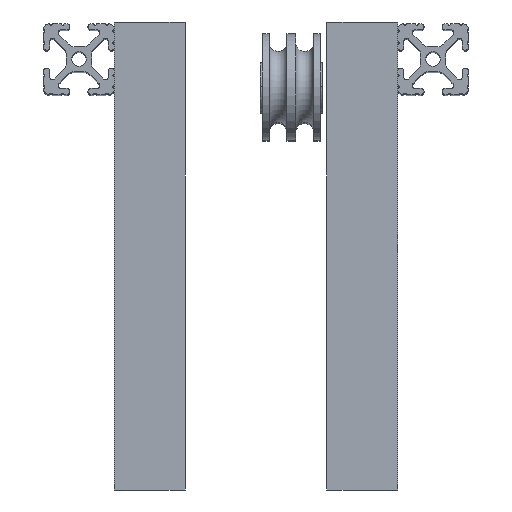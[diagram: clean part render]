
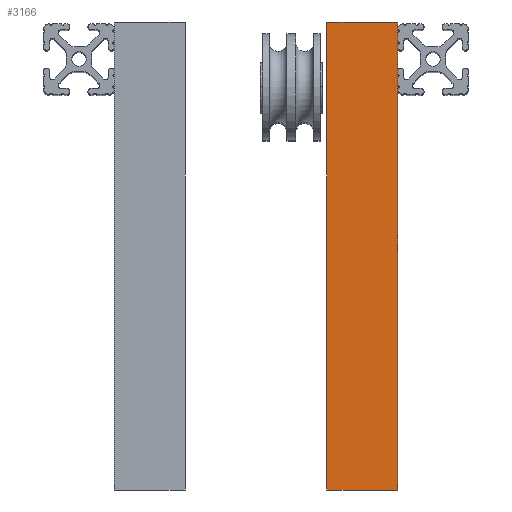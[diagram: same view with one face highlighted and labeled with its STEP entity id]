
A CAD part, top view. The second image highlights one B-rep face of the part: STEP entity #3166.
In plain terms, the highlighted planar face has unit normal (0, 0, 1).
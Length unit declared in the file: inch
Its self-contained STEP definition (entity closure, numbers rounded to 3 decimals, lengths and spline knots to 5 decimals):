
#282=FACE_OUTER_BOUND('',#460,.T.);
#460=EDGE_LOOP('',(#2789,#2790,#2791,#2792));
#710=LINE('',#5341,#989);
#728=LINE('',#5397,#1007);
#729=LINE('',#5399,#1008);
#730=LINE('',#5400,#1009);
#989=VECTOR('',#4365,0.3937);
#1007=VECTOR('',#4423,0.3937);
#1008=VECTOR('',#4426,0.3937);
#1009=VECTOR('',#4427,0.3937);
#1484=VERTEX_POINT('',#5338);
#1485=VERTEX_POINT('',#5340);
#1502=VERTEX_POINT('',#5393);
#1503=VERTEX_POINT('',#5395);
#1914=EDGE_CURVE('',#1484,#1485,#710,.T.);
#1942=EDGE_CURVE('',#1502,#1503,#728,.T.);
#1943=EDGE_CURVE('',#1484,#1502,#729,.T.);
#1944=EDGE_CURVE('',#1485,#1503,#730,.T.);
#2789=ORIENTED_EDGE('',*,*,#1943,.T.);
#2790=ORIENTED_EDGE('',*,*,#1942,.T.);
#2791=ORIENTED_EDGE('',*,*,#1944,.F.);
#2792=ORIENTED_EDGE('',*,*,#1914,.F.);
#3009=PLANE('',#3525);
#3166=ADVANCED_FACE('',(#282),#3009,.T.);
#3525=AXIS2_PLACEMENT_3D('',#5398,#4424,#4425);
#4365=DIRECTION('',(1.,0.,0.));
#4423=DIRECTION('',(1.,0.,0.));
#4424=DIRECTION('center_axis',(0.,0.,1.));
#4425=DIRECTION('ref_axis',(0.,-1.,0.));
#4426=DIRECTION('',(0.,-1.,0.));
#4427=DIRECTION('',(0.,-1.,0.));
#5338=CARTESIAN_POINT('',(1.,26.,22.));
#5340=CARTESIAN_POINT('',(2.,26.,22.));
#5341=CARTESIAN_POINT('',(1.,26.,22.));
#5393=CARTESIAN_POINT('',(1.,19.39123,22.));
#5395=CARTESIAN_POINT('',(2.,19.39123,22.));
#5397=CARTESIAN_POINT('',(1.,19.39123,22.));
#5398=CARTESIAN_POINT('Origin',(1.,26.,22.));
#5399=CARTESIAN_POINT('',(1.,26.,22.));
#5400=CARTESIAN_POINT('',(2.,26.,22.));
